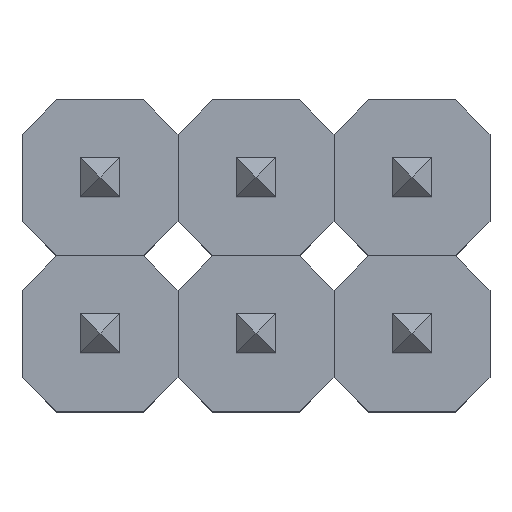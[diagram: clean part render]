
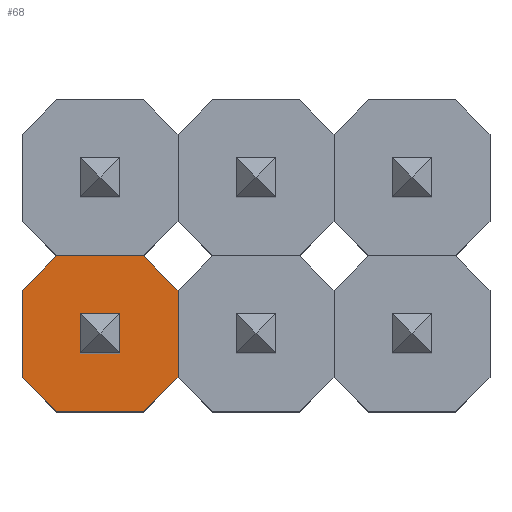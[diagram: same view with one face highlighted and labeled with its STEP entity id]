
A CAD part, top view. The second image highlights one B-rep face of the part: STEP entity #68.
In plain terms, the highlighted planar face has unit normal (0, 0, 1).
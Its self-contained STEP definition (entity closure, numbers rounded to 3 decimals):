
#32 = EDGE_CURVE('',#33,#35,#37,.T.);
#33 = VERTEX_POINT('',#34);
#34 = CARTESIAN_POINT('',(-1.27,-0.71,2.54));
#35 = VERTEX_POINT('',#36);
#36 = CARTESIAN_POINT('',(-1.27,0.71,2.54));
#37 = LINE('',#38,#39);
#38 = CARTESIAN_POINT('',(-1.27,-1.27,2.54));
#39 = VECTOR('',#40,1.);
#40 = DIRECTION('',(0.,1.,0.));
#68 = ADVANCED_FACE('',(#69,#126),#160,.T.);
#69 = FACE_BOUND('',#70,.T.);
#70 = EDGE_LOOP('',(#71,#72,#80,#88,#96,#104,#112,#120));
#71 = ORIENTED_EDGE('',*,*,#32,.F.);
#72 = ORIENTED_EDGE('',*,*,#73,.F.);
#73 = EDGE_CURVE('',#74,#33,#76,.T.);
#74 = VERTEX_POINT('',#75);
#75 = CARTESIAN_POINT('',(-0.71,-1.27,2.54));
#76 = LINE('',#77,#78);
#77 = CARTESIAN_POINT('',(0.,-1.98,2.54));
#78 = VECTOR('',#79,1.);
#79 = DIRECTION('',(-0.707,0.707,0.));
#80 = ORIENTED_EDGE('',*,*,#81,.T.);
#81 = EDGE_CURVE('',#74,#82,#84,.T.);
#82 = VERTEX_POINT('',#83);
#83 = CARTESIAN_POINT('',(0.71,-1.27,2.54));
#84 = LINE('',#85,#86);
#85 = CARTESIAN_POINT('',(-1.27,-1.27,2.54));
#86 = VECTOR('',#87,1.);
#87 = DIRECTION('',(1.,0.,0.));
#88 = ORIENTED_EDGE('',*,*,#89,.T.);
#89 = EDGE_CURVE('',#82,#90,#92,.T.);
#90 = VERTEX_POINT('',#91);
#91 = CARTESIAN_POINT('',(1.27,-0.71,2.54));
#92 = LINE('',#93,#94);
#93 = CARTESIAN_POINT('',(0.,-1.98,2.54));
#94 = VECTOR('',#95,1.);
#95 = DIRECTION('',(0.707,0.707,0.));
#96 = ORIENTED_EDGE('',*,*,#97,.T.);
#97 = EDGE_CURVE('',#90,#98,#100,.T.);
#98 = VERTEX_POINT('',#99);
#99 = CARTESIAN_POINT('',(1.27,0.71,2.54));
#100 = LINE('',#101,#102);
#101 = CARTESIAN_POINT('',(1.27,-1.27,2.54));
#102 = VECTOR('',#103,1.);
#103 = DIRECTION('',(0.,1.,0.));
#104 = ORIENTED_EDGE('',*,*,#105,.T.);
#105 = EDGE_CURVE('',#98,#106,#108,.T.);
#106 = VERTEX_POINT('',#107);
#107 = CARTESIAN_POINT('',(0.71,1.27,2.54));
#108 = LINE('',#109,#110);
#109 = CARTESIAN_POINT('',(1.98,0.,2.54));
#110 = VECTOR('',#111,1.);
#111 = DIRECTION('',(-0.707,0.707,0.));
#112 = ORIENTED_EDGE('',*,*,#113,.F.);
#113 = EDGE_CURVE('',#114,#106,#116,.T.);
#114 = VERTEX_POINT('',#115);
#115 = CARTESIAN_POINT('',(-0.71,1.27,2.54));
#116 = LINE('',#117,#118);
#117 = CARTESIAN_POINT('',(-1.27,1.27,2.54));
#118 = VECTOR('',#119,1.);
#119 = DIRECTION('',(1.,0.,0.));
#120 = ORIENTED_EDGE('',*,*,#121,.F.);
#121 = EDGE_CURVE('',#35,#114,#122,.T.);
#122 = LINE('',#123,#124);
#123 = CARTESIAN_POINT('',(-1.98,0.,2.54));
#124 = VECTOR('',#125,1.);
#125 = DIRECTION('',(0.707,0.707,0.));
#126 = FACE_BOUND('',#127,.T.);
#127 = EDGE_LOOP('',(#128,#138,#146,#154));
#128 = ORIENTED_EDGE('',*,*,#129,.F.);
#129 = EDGE_CURVE('',#130,#132,#134,.T.);
#130 = VERTEX_POINT('',#131);
#131 = CARTESIAN_POINT('',(0.32,-0.32,2.54));
#132 = VERTEX_POINT('',#133);
#133 = CARTESIAN_POINT('',(0.32,0.32,2.54));
#134 = LINE('',#135,#136);
#135 = CARTESIAN_POINT('',(0.32,-0.795,2.54));
#136 = VECTOR('',#137,1.);
#137 = DIRECTION('',(0.,1.,0.));
#138 = ORIENTED_EDGE('',*,*,#139,.T.);
#139 = EDGE_CURVE('',#130,#140,#142,.T.);
#140 = VERTEX_POINT('',#141);
#141 = CARTESIAN_POINT('',(-0.32,-0.32,2.54));
#142 = LINE('',#143,#144);
#143 = CARTESIAN_POINT('',(-0.795,-0.32,2.54));
#144 = VECTOR('',#145,1.);
#145 = DIRECTION('',(-1.,0.,0.));
#146 = ORIENTED_EDGE('',*,*,#147,.T.);
#147 = EDGE_CURVE('',#140,#148,#150,.T.);
#148 = VERTEX_POINT('',#149);
#149 = CARTESIAN_POINT('',(-0.32,0.32,2.54));
#150 = LINE('',#151,#152);
#151 = CARTESIAN_POINT('',(-0.32,-0.795,2.54));
#152 = VECTOR('',#153,1.);
#153 = DIRECTION('',(0.,1.,0.));
#154 = ORIENTED_EDGE('',*,*,#155,.F.);
#155 = EDGE_CURVE('',#132,#148,#156,.T.);
#156 = LINE('',#157,#158);
#157 = CARTESIAN_POINT('',(-0.795,0.32,2.54));
#158 = VECTOR('',#159,1.);
#159 = DIRECTION('',(-1.,0.,0.));
#160 = PLANE('',#161);
#161 = AXIS2_PLACEMENT_3D('',#162,#163,#164);
#162 = CARTESIAN_POINT('',(-1.27,-1.27,2.54));
#163 = DIRECTION('',(0.,0.,1.));
#164 = DIRECTION('',(1.,0.,0.));
